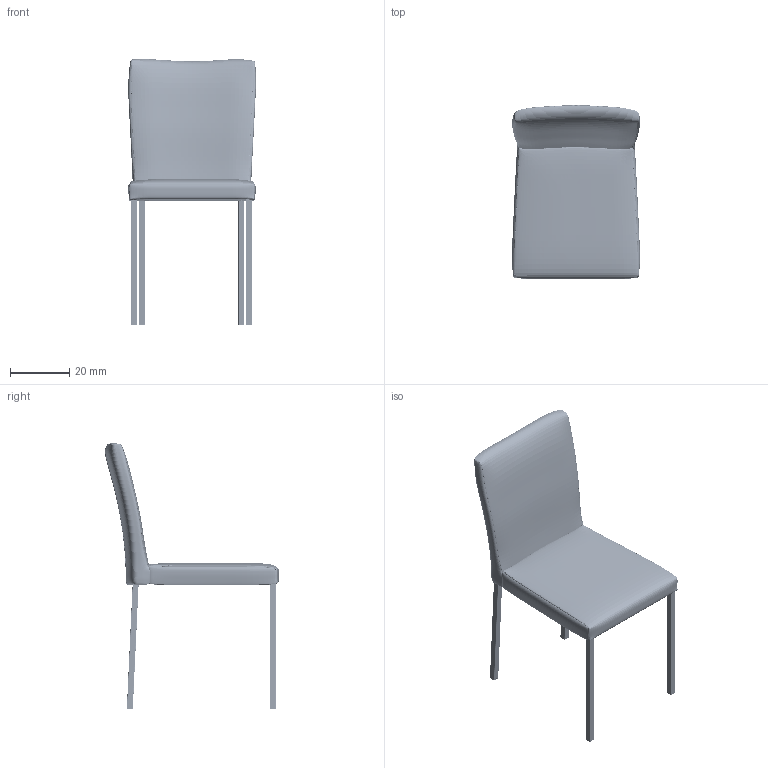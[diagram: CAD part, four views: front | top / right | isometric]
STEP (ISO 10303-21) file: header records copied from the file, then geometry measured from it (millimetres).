
FILE_DESCRIPTION(('STEP AP214'),'1');
FILE_NAME('Daimo 1K.STP','2023-12-07T09:46:00',(' '),(' '),'Spatial InterOp 3D',' ',' ');
FILE_SCHEMA(('AUTOMOTIVE_DESIGN { 1 0 10303 214 1 1 1 1 }'));
Length unit declared in the file: millimetre
Products named in the file (1): 3D-Objekt
Bounding box: 43.21 x 59.04 x 89.87 mm (x, y, z)
Surface area: 10371.5 mm2 (no closed solid volume)
Topology: 0 solids, 1 shells, 51284 faces, 98203 edges, 50852 vertices
Faces by surface type: plane 51284
Entity records: 1169304 total; most frequent: DIRECTION 198223, CARTESIAN_POINT 197758, ORIENTED_EDGE 179094, EDGE_CURVE 96887, LINE 96887, VECTOR 96887, AXIS2_PLACEMENT_3D 50668, FACE_SURFACE 50667
